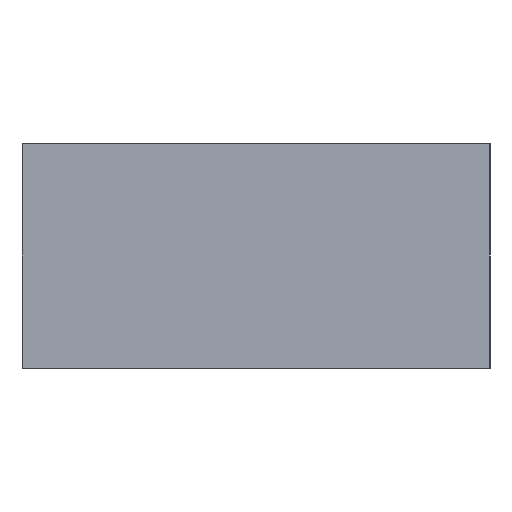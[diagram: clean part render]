
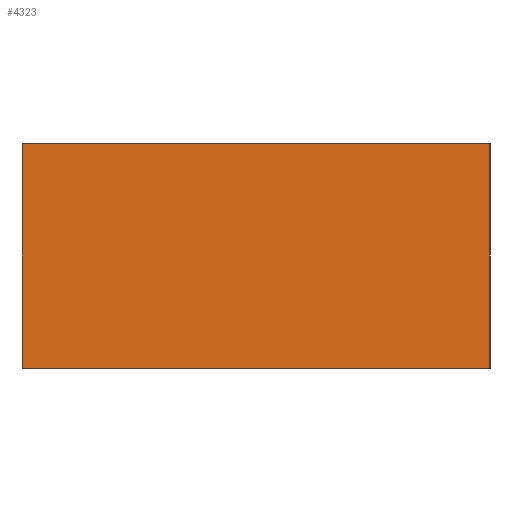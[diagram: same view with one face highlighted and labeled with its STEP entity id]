
A CAD part, front view. The second image highlights one B-rep face of the part: STEP entity #4323.
In plain terms, the highlighted planar face has unit normal (0, -1, 0).
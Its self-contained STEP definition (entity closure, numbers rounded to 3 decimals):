
#1798 = CARTESIAN_POINT ( 'NONE',  ( 12.5, 0., 6. ) ) ;
#1799 = LINE ( 'NONE', #1798, #1851 ) ;
#1821 = CARTESIAN_POINT ( 'NONE',  ( -12.5, 0., -6. ) ) ;
#1822 = LINE ( 'NONE', #1821, #1890 ) ;
#1823 = CARTESIAN_POINT ( 'NONE',  ( 12.5, 0., 6. ) ) ;
#1828 = CARTESIAN_POINT ( 'NONE',  ( 12.5, 0., -6. ) ) ;
#1833 = DIRECTION ( 'NONE',  ( 1., 0., 0. ) ) ;
#1850 = DIRECTION ( 'NONE',  ( 0., 0., -1. ) ) ;
#1851 = VECTOR ( 'NONE', #1850, 1000. ) ;
#1869 = DIRECTION ( 'NONE',  ( 0., 0., -1. ) ) ;
#1870 = VECTOR ( 'NONE', #1869, 1000. ) ;
#1871 = CARTESIAN_POINT ( 'NONE',  ( -12.5, 0., 6. ) ) ;
#1872 = LINE ( 'NONE', #1871, #1870 ) ;
#1889 = DIRECTION ( 'NONE',  ( 1., 0., 0. ) ) ;
#1890 = VECTOR ( 'NONE', #1889, 1000. ) ;
#1928 = CARTESIAN_POINT ( 'NONE',  ( -12.5, 0., 6. ) ) ;
#1933 = VECTOR ( 'NONE', #1833, 1000. ) ;
#1934 = CARTESIAN_POINT ( 'NONE',  ( -12.5, 0., 6. ) ) ;
#1935 = LINE ( 'NONE', #1934, #1933 ) ;
#1960 = DIRECTION ( 'NONE',  ( 0., 0., 1. ) ) ;
#1961 = DIRECTION ( 'NONE',  ( 0., 1., 0. ) ) ;
#1962 = CARTESIAN_POINT ( 'NONE',  ( -12.5, 0., 6. ) ) ;
#1963 = AXIS2_PLACEMENT_3D ( 'NONE', #1962, #1961, #1960 ) ;
#1964 = PLANE ( 'NONE',  #1963 ) ;
#1965 = FACE_OUTER_BOUND ( 'NONE', #4247, .T. ) ;
#1966 = CARTESIAN_POINT ( 'NONE',  ( -12.5, 0., -6. ) ) ;
#4110 = EDGE_CURVE ( 'NONE', #4157, #4119, #1935, .T. ) ;
#4111 = ORIENTED_EDGE ( 'NONE', *, *, #4154, .T. ) ;
#4115 = VERTEX_POINT ( 'NONE', #1828 ) ;
#4119 = VERTEX_POINT ( 'NONE', #1823 ) ;
#4120 = ORIENTED_EDGE ( 'NONE', *, *, #4185, .F. ) ;
#4121 = EDGE_CURVE ( 'NONE', #4322, #4115, #1822, .T. ) ;
#4154 = EDGE_CURVE ( 'NONE', #4157, #4322, #1872, .T. ) ;
#4157 = VERTEX_POINT ( 'NONE', #1928 ) ;
#4185 = EDGE_CURVE ( 'NONE', #4119, #4115, #1799, .T. ) ;
#4212 = ORIENTED_EDGE ( 'NONE', *, *, #4110, .F. ) ;
#4247 = EDGE_LOOP ( 'NONE', ( #4321, #4120, #4212, #4111 ) ) ;
#4321 = ORIENTED_EDGE ( 'NONE', *, *, #4121, .T. ) ;
#4322 = VERTEX_POINT ( 'NONE', #1966 ) ;
#4323 = ADVANCED_FACE ( 'NONE', ( #1965 ), #1964, .F. ) ;
